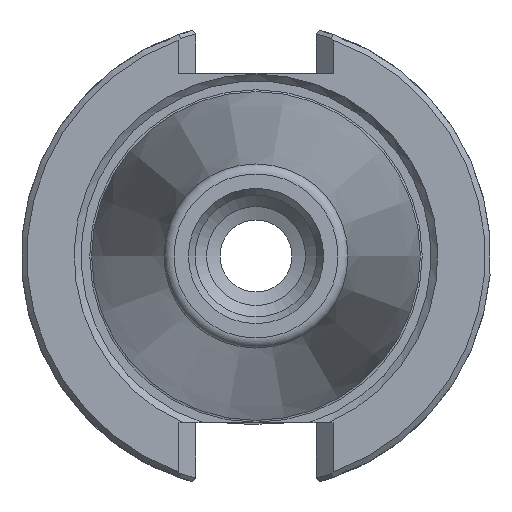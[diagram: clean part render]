
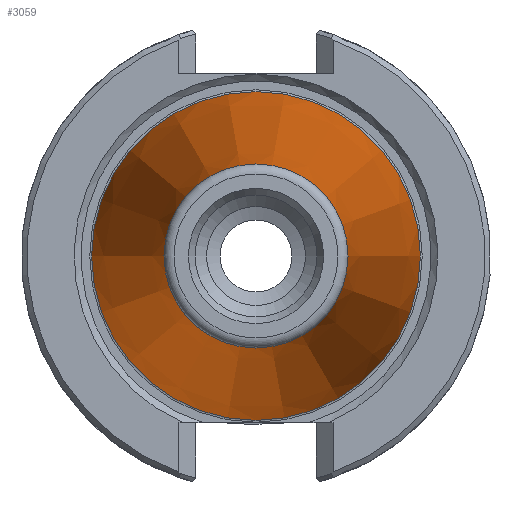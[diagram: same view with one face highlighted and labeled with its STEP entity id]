
A CAD part, left-side view. The second image highlights one B-rep face of the part: STEP entity #3059.
In plain terms, the highlighted conical face has half-angle 8.297 degrees and reference radius 17.248 mm.
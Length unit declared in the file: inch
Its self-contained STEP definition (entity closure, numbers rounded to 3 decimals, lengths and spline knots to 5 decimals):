
#2893=CARTESIAN_POINT('',(0.0,0.875,0.0));
#2894=VERTEX_POINT('',#2893);
#2895=CARTESIAN_POINT('',(0.0,0.0,0.0));
#2896=DIRECTION('',(1.0,0.,0.0));
#2897=DIRECTION('',(0.,1.0,0.0));
#2898=AXIS2_PLACEMENT_3D('',#2895,#2896,#2897);
#2899=CIRCLE('',#2898,0.875);
#2900=EDGE_CURVE('',#2894,#2894,#2899,.T.);
#3024=CARTESIAN_POINT('',(-2.64129,0.48982,0.));
#3025=VERTEX_POINT('',#3024);
#3026=CARTESIAN_POINT('',(-2.64129,0.,0.));
#3027=DIRECTION('',(-1.0,0.0,0.0));
#3028=DIRECTION('',(0.0,-1.0,0.0));
#3029=AXIS2_PLACEMENT_3D('',#3026,#3027,#3028);
#3030=CIRCLE('',#3029,0.48982);
#3031=EDGE_CURVE('',#3025,#3025,#3030,.T.);
#3048=CARTESIAN_POINT('',(-1.34375,0.0,0.0));
#3049=DIRECTION('',(1.0,0.0,0.0));
#3050=DIRECTION('',(0.,1.0,0.0));
#3051=AXIS2_PLACEMENT_3D('',#3048,#3049,#3050);
#3052=CONICAL_SURFACE('',#3051,0.67904,8.297);
#3053=ORIENTED_EDGE('',*,*,#2900,.F.);
#3054=EDGE_LOOP('',(#3053));
#3055=FACE_OUTER_BOUND('',#3054,.T.);
#3056=ORIENTED_EDGE('',*,*,#3031,.F.);
#3057=EDGE_LOOP('',(#3056));
#3058=FACE_BOUND('',#3057,.T.);
#3059=ADVANCED_FACE('',(#3055,#3058),#3052,.T.);
